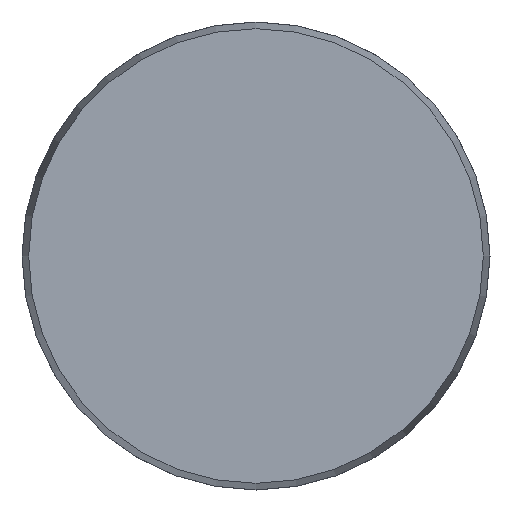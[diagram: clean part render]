
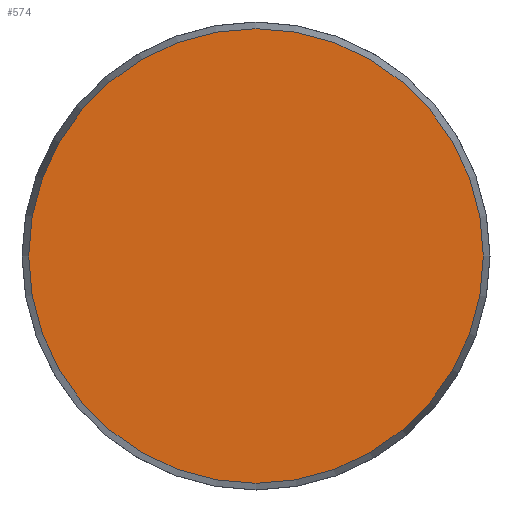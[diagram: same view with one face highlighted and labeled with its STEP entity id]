
A CAD part, front view. The second image highlights one B-rep face of the part: STEP entity #574.
In plain terms, the highlighted planar face has unit normal (0, -1, 0).
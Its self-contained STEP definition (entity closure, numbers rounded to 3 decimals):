
#7 = FACE_OUTER_BOUND ( 'NONE', #384, .T. ) ;
#71 = DIRECTION ( 'NONE',  ( 0., 0., -1. ) ) ;
#75 = CARTESIAN_POINT ( 'NONE',  ( -29.143, 0., 0. ) ) ;
#85 = CARTESIAN_POINT ( 'NONE',  ( 0., 0., 0. ) ) ;
#110 = VERTEX_POINT ( 'NONE', #365 ) ;
#279 = AXIS2_PLACEMENT_3D ( 'NONE', #75, #567, #700 ) ;
#303 = CIRCLE ( 'NONE', #412, 29.143 ) ;
#328 = DIRECTION ( 'NONE',  ( 0., -1., 0. ) ) ;
#365 = CARTESIAN_POINT ( 'NONE',  ( 0., 0., -29.143 ) ) ;
#384 = EDGE_LOOP ( 'NONE', ( #408 ) ) ;
#408 = ORIENTED_EDGE ( 'NONE', *, *, #559, .T. ) ;
#412 = AXIS2_PLACEMENT_3D ( 'NONE', #85, #328, #71 ) ;
#513 = PLANE ( 'NONE',  #279 ) ;
#559 = EDGE_CURVE ( 'NONE', #110, #110, #303, .T. ) ;
#567 = DIRECTION ( 'NONE',  ( 0., 1., 0. ) ) ;
#574 = ADVANCED_FACE ( 'NONE', ( #7 ), #513, .F. ) ;
#700 = DIRECTION ( 'NONE',  ( 0., 0., 1. ) ) ;
